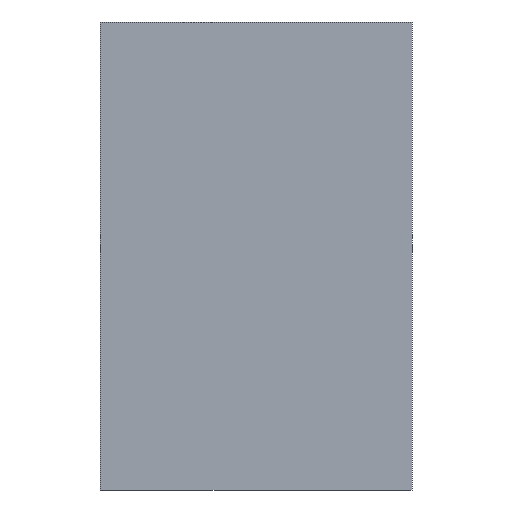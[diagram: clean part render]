
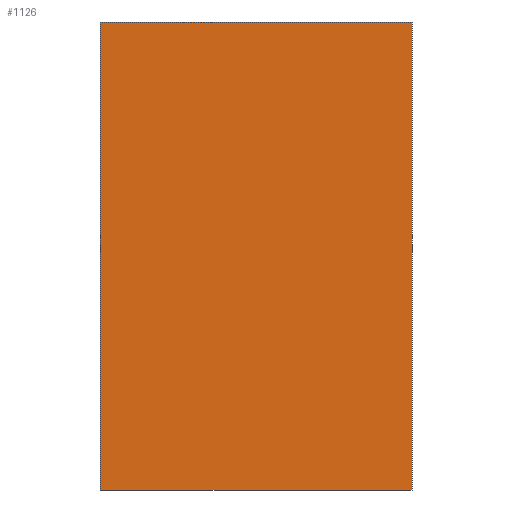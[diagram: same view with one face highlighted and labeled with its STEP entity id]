
A CAD part, left-side view. The second image highlights one B-rep face of the part: STEP entity #1126.
In plain terms, the highlighted planar face has unit normal (-1, 0, 0).
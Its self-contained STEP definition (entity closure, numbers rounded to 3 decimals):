
#75=LINE('',#1934,#161);
#83=LINE('',#1946,#169);
#85=LINE('',#1951,#171);
#87=LINE('',#1954,#173);
#161=VECTOR('',#1555,10.);
#169=VECTOR('',#1565,10.);
#171=VECTOR('',#1569,10.);
#173=VECTOR('',#1573,10.);
#225=FACE_OUTER_BOUND('',#301,.T.);
#301=EDGE_LOOP('',(#802,#803,#804,#805));
#482=VERTEX_POINT('',#1930);
#484=VERTEX_POINT('',#1933);
#486=VERTEX_POINT('',#1942);
#489=VERTEX_POINT('',#1949);
#597=EDGE_CURVE('',#484,#482,#75,.T.);
#605=EDGE_CURVE('',#486,#484,#83,.T.);
#607=EDGE_CURVE('',#482,#489,#85,.T.);
#609=EDGE_CURVE('',#489,#486,#87,.T.);
#802=ORIENTED_EDGE('',*,*,#609,.T.);
#803=ORIENTED_EDGE('',*,*,#605,.T.);
#804=ORIENTED_EDGE('',*,*,#597,.T.);
#805=ORIENTED_EDGE('',*,*,#607,.T.);
#1007=PLANE('',#1267);
#1126=ADVANCED_FACE('',(#225),#1007,.T.);
#1267=AXIS2_PLACEMENT_3D('',#1953,#1571,#1572);
#1555=DIRECTION('',(0.,1.,0.));
#1565=DIRECTION('',(0.,0.,1.));
#1569=DIRECTION('',(0.,0.,-1.));
#1571=DIRECTION('center_axis',(-1.,0.,0.));
#1572=DIRECTION('ref_axis',(0.,0.,1.));
#1573=DIRECTION('',(0.,-1.,0.));
#1930=CARTESIAN_POINT('',(-7.5,20.,30.));
#1933=CARTESIAN_POINT('',(-7.5,-20.,30.));
#1934=CARTESIAN_POINT('',(-7.5,-20.,30.));
#1942=CARTESIAN_POINT('',(-7.5,-20.,-30.));
#1946=CARTESIAN_POINT('',(-7.5,-20.,0.));
#1949=CARTESIAN_POINT('',(-7.5,20.,-30.));
#1951=CARTESIAN_POINT('',(-7.5,20.,0.));
#1953=CARTESIAN_POINT('Origin',(-7.5,20.,0.));
#1954=CARTESIAN_POINT('',(-7.5,-20.,-30.));
